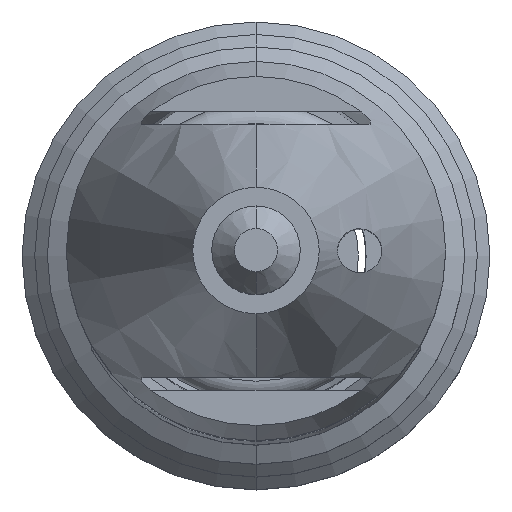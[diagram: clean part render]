
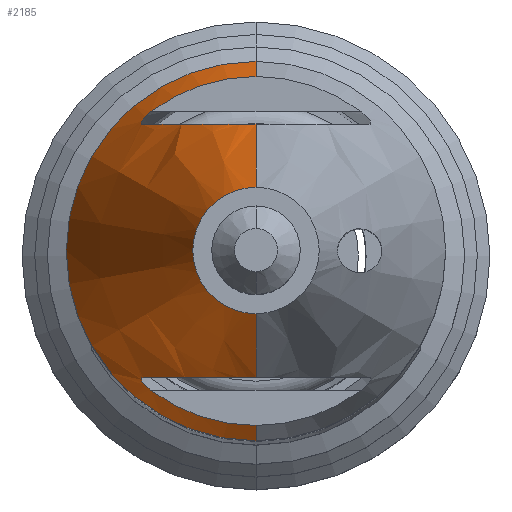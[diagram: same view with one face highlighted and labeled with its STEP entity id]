
A CAD part, top view. The second image highlights one B-rep face of the part: STEP entity #2185.
In plain terms, the highlighted conical face has half-angle 21.801 degrees and reference radius 5 mm.
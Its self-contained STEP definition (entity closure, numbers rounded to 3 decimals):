
#1799=DIRECTION('',(0.,0.371,0.928));
#1800=VECTOR('',#1799,6.731);
#1801=CARTESIAN_POINT('',(0.,-5.,98.75));
#1802=LINE('',#1801,#1800);
#1803=DIRECTION('',(0.,-0.371,0.928));
#1804=VECTOR('',#1803,6.731);
#1805=CARTESIAN_POINT('',(0.,5.,98.75));
#1806=LINE('',#1805,#1804);
#1838=DIRECTION('',(0.,-0.371,0.928));
#1839=VECTOR('',#1838,1.616);
#1840=CARTESIAN_POINT('',(0.,7.5,92.5));
#1841=LINE('',#1840,#1839);
#1847=DIRECTION('',(0.,0.371,0.928));
#1848=VECTOR('',#1847,1.616);
#1849=CARTESIAN_POINT('',(0.,-7.5,92.5));
#1850=LINE('',#1849,#1848);
#1873=CARTESIAN_POINT('',(-4.46,-5.,94.5));
#1874=CARTESIAN_POINT('',(-4.283,-5.,94.794));
#1875=CARTESIAN_POINT('',(-3.938,-5.,95.349));
#1876=CARTESIAN_POINT('',(-3.443,-5.,96.084));
#1877=CARTESIAN_POINT('',(-2.965,-5.,96.729));
#1878=CARTESIAN_POINT('',(-2.502,-5.,97.285));
#1879=CARTESIAN_POINT('',(-2.051,-5.,97.752));
#1880=CARTESIAN_POINT('',(-1.611,-5.,98.13));
#1881=CARTESIAN_POINT('',(-1.183,-5.,98.419));
#1882=CARTESIAN_POINT('',(-0.77,-5.,98.616));
#1883=CARTESIAN_POINT('',(-0.379,-5.,98.726));
#1884=CARTESIAN_POINT('',(-0.125,-5.,98.75));
#1885=CARTESIAN_POINT('',(0.,-5.,98.75));
#1887=CARTESIAN_POINT('',(-4.46,-5.,94.5));
#1888=CARTESIAN_POINT('',(-4.481,-5.,94.465));
#1889=CARTESIAN_POINT('',(-4.514,-5.007,
94.396));
#1890=CARTESIAN_POINT('',(-4.537,-5.038,
94.301));
#1891=CARTESIAN_POINT('',(-4.536,-5.084,
94.217));
#1892=CARTESIAN_POINT('',(-4.51,-5.147,
94.141));
#1893=CARTESIAN_POINT('',(-4.46,-5.224,
94.08));
#1894=CARTESIAN_POINT('',(-4.385,-5.31,
94.034));
#1895=CARTESIAN_POINT('',(-4.287,-5.405,
94.006));
#1896=CARTESIAN_POINT('',(-4.209,-5.468,94.));
#1897=CARTESIAN_POINT('',(-4.167,-5.5,94.));
#1899=CARTESIAN_POINT('',(0.,0.,94.));
#1900=DIRECTION('',(0.,0.,1.));
#1901=DIRECTION('',(-0.604,-0.797,0.));
#1902=AXIS2_PLACEMENT_3D('',#1899,#1900,#1901);
#1904=CARTESIAN_POINT('',(0.,0.,92.5));
#1905=DIRECTION('',(0.,0.,1.));
#1906=DIRECTION('',(0.,1.,0.));
#1907=AXIS2_PLACEMENT_3D('',#1904,#1905,#1906);
#1909=CARTESIAN_POINT('',(0.,0.,94.));
#1910=DIRECTION('',(0.,0.,1.));
#1911=DIRECTION('',(0.,1.,0.));
#1912=AXIS2_PLACEMENT_3D('',#1909,#1910,#1911);
#1914=CARTESIAN_POINT('',(-4.167,5.5,94.));
#1915=CARTESIAN_POINT('',(-4.209,5.468,94.));
#1916=CARTESIAN_POINT('',(-4.286,5.405,94.006));
#1917=CARTESIAN_POINT('',(-4.385,5.31,94.034));
#1918=CARTESIAN_POINT('',(-4.459,5.224,94.079));
#1919=CARTESIAN_POINT('',(-4.51,5.148,94.14));
#1920=CARTESIAN_POINT('',(-4.536,5.085,94.215));
#1921=CARTESIAN_POINT('',(-4.537,5.037,94.302));
#1922=CARTESIAN_POINT('',(-4.513,5.007,94.398));
#1923=CARTESIAN_POINT('',(-4.481,5.,94.465));
#1924=CARTESIAN_POINT('',(-4.46,5.,94.5));
#1926=CARTESIAN_POINT('',(0.,5.,98.75));
#1927=CARTESIAN_POINT('',(-0.125,5.,98.75));
#1928=CARTESIAN_POINT('',(-0.38,5.,98.726));
#1929=CARTESIAN_POINT('',(-0.771,5.,98.615));
#1930=CARTESIAN_POINT('',(-1.184,5.,98.418));
#1931=CARTESIAN_POINT('',(-1.612,5.,98.13));
#1932=CARTESIAN_POINT('',(-2.051,5.,97.752));
#1933=CARTESIAN_POINT('',(-2.502,5.,97.285));
#1934=CARTESIAN_POINT('',(-2.964,5.,96.73));
#1935=CARTESIAN_POINT('',(-3.442,5.,96.085));
#1936=CARTESIAN_POINT('',(-3.937,5.,95.35));
#1937=CARTESIAN_POINT('',(-4.283,5.,94.794));
#1938=CARTESIAN_POINT('',(-4.46,5.,94.5));
#1952=CARTESIAN_POINT('',(0.,0.,105.));
#1953=DIRECTION('',(0.,0.,1.));
#1954=DIRECTION('',(0.,1.,0.));
#1955=AXIS2_PLACEMENT_3D('',#1952,#1953,#1954);
#1973=CARTESIAN_POINT('',(0.,7.5,92.5));
#1975=VERTEX_POINT('',#1973);
#1977=CARTESIAN_POINT('',(0.,-7.5,92.5));
#1979=VERTEX_POINT('',#1977);
#1984=CARTESIAN_POINT('',(0.,2.5,105.));
#1985=CARTESIAN_POINT('',(0.,-2.5,105.));
#1986=VERTEX_POINT('',#1984);
#1987=VERTEX_POINT('',#1985);
#1996=VERTEX_POINT('',#1924);
#1997=VERTEX_POINT('',#1914);
#2000=VERTEX_POINT('',#1897);
#2001=VERTEX_POINT('',#1887);
#2002=CARTESIAN_POINT('',(0.,6.9,94.));
#2003=VERTEX_POINT('',#2002);
#2004=CARTESIAN_POINT('',(0.,5.,98.75));
#2005=VERTEX_POINT('',#2004);
#2006=CARTESIAN_POINT('',(0.,-6.9,94.));
#2007=VERTEX_POINT('',#2006);
#2008=CARTESIAN_POINT('',(0.,-5.,98.75));
#2009=VERTEX_POINT('',#2008);
#2160=CARTESIAN_POINT('',(0.,0.,98.75));
#2161=DIRECTION('',(0.,0.,-1.));
#2162=DIRECTION('',(0.,-1.,0.));
#2163=AXIS2_PLACEMENT_3D('',#2160,#2161,#2162);
#2164=CONICAL_SURFACE('',#2163,5.,21.801);
#2166=ORIENTED_EDGE('',*,*,#2165,.F.);
#2168=ORIENTED_EDGE('',*,*,#2167,.T.);
#2169=ORIENTED_EDGE('',*,*,#2148,.T.);
#2170=ORIENTED_EDGE('',*,*,#2080,.F.);
#2171=ORIENTED_EDGE('',*,*,#2017,.F.);
#2172=ORIENTED_EDGE('',*,*,#2077,.T.);
#2174=ORIENTED_EDGE('',*,*,#2173,.T.);
#2176=ORIENTED_EDGE('',*,*,#2175,.T.);
#2178=ORIENTED_EDGE('',*,*,#2177,.F.);
#2179=ORIENTED_EDGE('',*,*,#2069,.T.);
#2181=ORIENTED_EDGE('',*,*,#2180,.T.);
#2182=ORIENTED_EDGE('',*,*,#2065,.F.);
#2183=EDGE_LOOP('',(#2166,#2168,#2169,#2170,#2171,#2172,#2174,#2176,#2178,#2179,
#2181,#2182));
#2184=FACE_OUTER_BOUND('',#2183,.F.);
#2185=ADVANCED_FACE('',(#2184),#2164,.T.);
#1886=B_SPLINE_CURVE_WITH_KNOTS('',3,(#1873,#1874,#1875,#1876,#1877,#1878,#1879,
#1880,#1881,#1882,#1883,#1884,#1885),.UNSPECIFIED.,.F.,.F.,(4,1,1,1,1,1,1,1,1,1,
4),(0.,0.1,0.2,0.3,0.4,0.5,0.6,0.7,0.8,0.9,1.),
.UNSPECIFIED.);
#1898=B_SPLINE_CURVE_WITH_KNOTS('',3,(#1887,#1888,#1889,#1890,#1891,#1892,#1893,
#1894,#1895,#1896,#1897),.UNSPECIFIED.,.F.,.F.,(4,1,1,1,1,1,1,1,4),(0.,
0.125,0.25,0.375,0.5,0.625,0.75,0.875,1.),.UNSPECIFIED.);
#1903=CIRCLE('',#1902,6.9);
#1908=CIRCLE('',#1907,7.5);
#1913=CIRCLE('',#1912,6.9);
#1925=B_SPLINE_CURVE_WITH_KNOTS('',3,(#1914,#1915,#1916,#1917,#1918,#1919,#1920,
#1921,#1922,#1923,#1924),.UNSPECIFIED.,.F.,.F.,(4,1,1,1,1,1,1,1,4),(0.,
0.125,0.25,0.375,0.5,0.625,0.75,0.875,1.),.UNSPECIFIED.);
#1939=B_SPLINE_CURVE_WITH_KNOTS('',3,(#1926,#1927,#1928,#1929,#1930,#1931,#1932,
#1933,#1934,#1935,#1936,#1937,#1938),.UNSPECIFIED.,.F.,.F.,(4,1,1,1,1,1,1,1,1,1,
4),(0.,0.1,0.2,0.3,0.4,0.5,0.6,0.7,0.8,0.9,1.),
.UNSPECIFIED.);
#1956=CIRCLE('',#1955,2.5);
#2017=EDGE_CURVE('',#1975,#1979,#1908,.T.);
#2065=EDGE_CURVE('',#2009,#1987,#1802,.T.);
#2069=EDGE_CURVE('',#2005,#1986,#1806,.T.);
#2077=EDGE_CURVE('',#1975,#2003,#1841,.T.);
#2080=EDGE_CURVE('',#1979,#2007,#1850,.T.);
#2148=EDGE_CURVE('',#2000,#2007,#1903,.T.);
#2165=EDGE_CURVE('',#2001,#2009,#1886,.T.);
#2167=EDGE_CURVE('',#2001,#2000,#1898,.T.);
#2173=EDGE_CURVE('',#2003,#1997,#1913,.T.);
#2175=EDGE_CURVE('',#1997,#1996,#1925,.T.);
#2177=EDGE_CURVE('',#2005,#1996,#1939,.T.);
#2180=EDGE_CURVE('',#1986,#1987,#1956,.T.);
